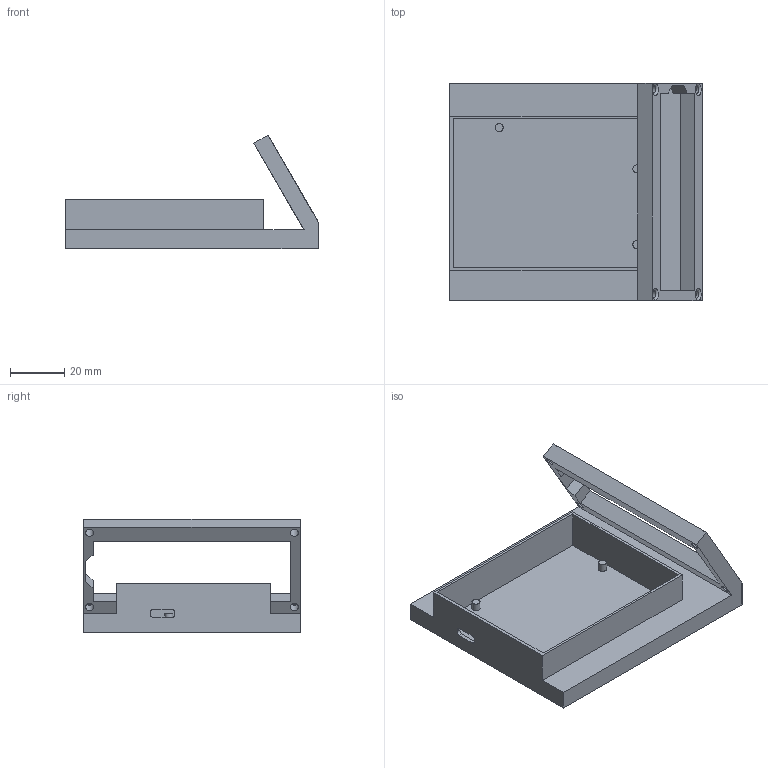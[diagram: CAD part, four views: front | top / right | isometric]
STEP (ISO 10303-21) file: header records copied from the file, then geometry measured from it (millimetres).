
FILE_DESCRIPTION(('HOOPS Exchange Step'),'2;1');
FILE_NAME('temp_export','2026-02-16T13:24:52+01:00',('Monika'),('Shapr3D Limited'),'HOOPS Exchange 2025.9','Shapr3D','Authorized');
FILE_SCHEMA( ('AP242_MANAGED_MODEL_BASED_3D_ENGINEERING_MIM_LF {1 0 10303 442 1 1 4}') );
Length unit declared in the file: millimetre
Products named in the file (2): Sketches; root
Assembly tree (1 placements, depth 2):
  root
    Sketches
Bounding box: 93.2 x 80 x 42.01 mm (x, y, z)
Volume: 50542.9 mm3; surface area: 28123.4 mm2
Topology: 1 solids, 1 shells, 57 faces, 160 edges, 107 vertices
Faces by surface type: plane 42, cylinder 11, torus 4
Full cylindrical faces by diameter (mm): 3 x7
Entity records: 1936 total; most frequent: DIRECTION 331, CARTESIAN_POINT 328, ORIENTED_EDGE 320, EDGE_CURVE 160, VECTOR 111, LINE 111, AXIS2_PLACEMENT_3D 110, VERTEX_POINT 107
